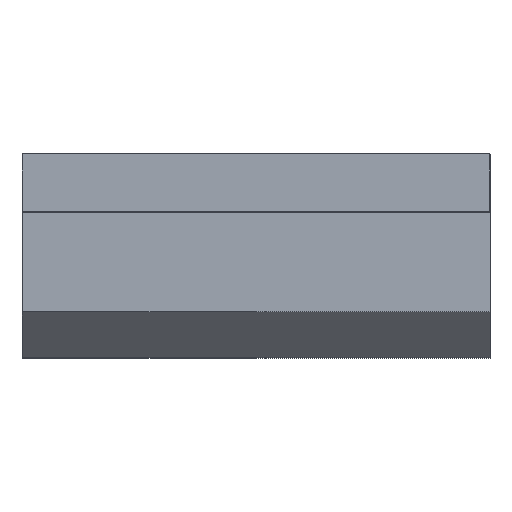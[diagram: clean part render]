
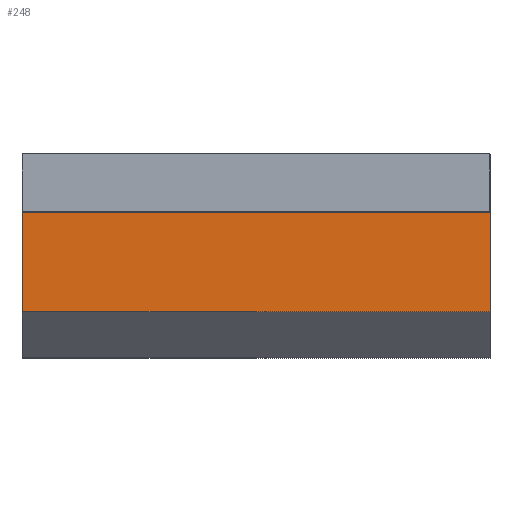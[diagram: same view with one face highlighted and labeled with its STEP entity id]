
A CAD part, top view. The second image highlights one B-rep face of the part: STEP entity #248.
In plain terms, the highlighted planar face has unit normal (0, 0, 1).
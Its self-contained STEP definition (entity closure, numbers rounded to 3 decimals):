
#40 = VERTEX_POINT('',#41);
#41 = CARTESIAN_POINT('',(-2.585,-0.295,14.875));
#47 = EDGE_CURVE('',#40,#48,#50,.T.);
#48 = VERTEX_POINT('',#49);
#49 = CARTESIAN_POINT('',(-2.585,3.15,14.875));
#50 = LINE('',#51,#52);
#51 = CARTESIAN_POINT('',(-2.585,-0.295,14.875));
#52 = VECTOR('',#53,1.);
#53 = DIRECTION('',(0.,1.,0.));
#230 = VERTEX_POINT('',#231);
#231 = CARTESIAN_POINT('',(7.665,-0.295,14.875));
#237 = EDGE_CURVE('',#40,#230,#238,.T.);
#238 = LINE('',#239,#240);
#239 = CARTESIAN_POINT('',(-2.585,-0.295,14.875));
#240 = VECTOR('',#241,1.);
#241 = DIRECTION('',(1.,0.,0.));
#248 = ADVANCED_FACE('',(#249),#299,.T.);
#249 = FACE_BOUND('',#250,.T.);
#250 = EDGE_LOOP('',(#251,#252,#253,#261,#269,#277,#285,#293));
#251 = ORIENTED_EDGE('',*,*,#47,.F.);
#252 = ORIENTED_EDGE('',*,*,#237,.T.);
#253 = ORIENTED_EDGE('',*,*,#254,.T.);
#254 = EDGE_CURVE('',#230,#255,#257,.T.);
#255 = VERTEX_POINT('',#256);
#256 = CARTESIAN_POINT('',(7.665,3.15,14.875));
#257 = LINE('',#258,#259);
#258 = CARTESIAN_POINT('',(7.665,-0.295,14.875));
#259 = VECTOR('',#260,1.);
#260 = DIRECTION('',(0.,1.,0.));
#261 = ORIENTED_EDGE('',*,*,#262,.F.);
#262 = EDGE_CURVE('',#263,#255,#265,.T.);
#263 = VERTEX_POINT('',#264);
#264 = CARTESIAN_POINT('',(7.655,3.15,14.875));
#265 = LINE('',#266,#267);
#266 = CARTESIAN_POINT('',(-2.585,3.15,14.875));
#267 = VECTOR('',#268,1.);
#268 = DIRECTION('',(1.,0.,0.));
#269 = ORIENTED_EDGE('',*,*,#270,.F.);
#270 = EDGE_CURVE('',#271,#263,#273,.T.);
#271 = VERTEX_POINT('',#272);
#272 = CARTESIAN_POINT('',(7.655,1.89,14.875));
#273 = LINE('',#274,#275);
#274 = CARTESIAN_POINT('',(7.655,1.433,14.875));
#275 = VECTOR('',#276,1.);
#276 = DIRECTION('',(0.,1.,0.));
#277 = ORIENTED_EDGE('',*,*,#278,.F.);
#278 = EDGE_CURVE('',#279,#271,#281,.T.);
#279 = VERTEX_POINT('',#280);
#280 = CARTESIAN_POINT('',(-2.575,1.89,14.875));
#281 = LINE('',#282,#283);
#282 = CARTESIAN_POINT('',(2.535,1.89,14.875));
#283 = VECTOR('',#284,1.);
#284 = DIRECTION('',(1.,0.,0.));
#285 = ORIENTED_EDGE('',*,*,#286,.F.);
#286 = EDGE_CURVE('',#287,#279,#289,.T.);
#287 = VERTEX_POINT('',#288);
#288 = CARTESIAN_POINT('',(-2.575,3.15,14.875));
#289 = LINE('',#290,#291);
#290 = CARTESIAN_POINT('',(-2.575,0.798,14.875));
#291 = VECTOR('',#292,1.);
#292 = DIRECTION('',(0.,-1.,0.));
#293 = ORIENTED_EDGE('',*,*,#294,.F.);
#294 = EDGE_CURVE('',#48,#287,#295,.T.);
#295 = LINE('',#296,#297);
#296 = CARTESIAN_POINT('',(-2.585,3.15,14.875));
#297 = VECTOR('',#298,1.);
#298 = DIRECTION('',(1.,0.,0.));
#299 = PLANE('',#300);
#300 = AXIS2_PLACEMENT_3D('',#301,#302,#303);
#301 = CARTESIAN_POINT('',(-2.585,-0.295,14.875));
#302 = DIRECTION('',(0.,0.,1.));
#303 = DIRECTION('',(0.,1.,0.));
